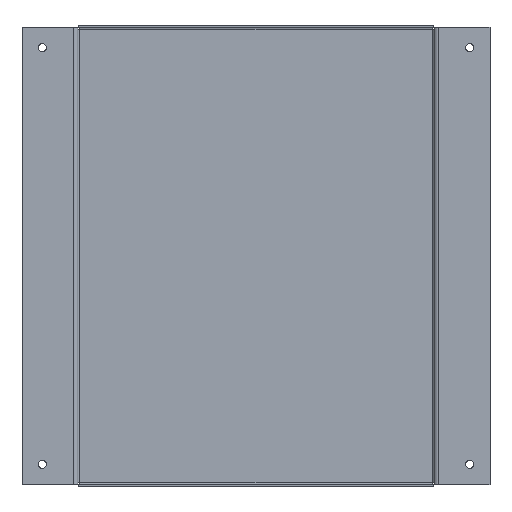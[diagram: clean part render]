
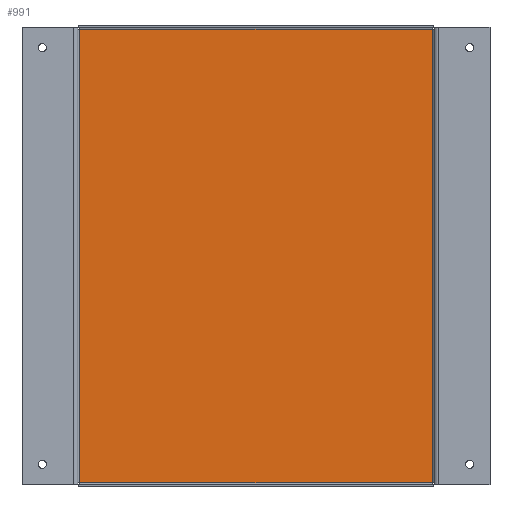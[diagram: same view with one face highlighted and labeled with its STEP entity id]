
A CAD part, front view. The second image highlights one B-rep face of the part: STEP entity #991.
In plain terms, the highlighted planar face has unit normal (0, -1, 0).
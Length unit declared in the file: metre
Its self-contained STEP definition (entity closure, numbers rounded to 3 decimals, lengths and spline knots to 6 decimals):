
#72=ORIENTED_EDGE('',*,*,#352,.F.);
#73=ORIENTED_EDGE('',*,*,#353,.T.);
#74=ORIENTED_EDGE('',*,*,#354,.T.);
#75=ORIENTED_EDGE('',*,*,#355,.F.);
#352=EDGE_CURVE('',#492,#493,#572,.F.);
#353=EDGE_CURVE('',#492,#494,#573,.T.);
#354=EDGE_CURVE('',#494,#495,#574,.T.);
#355=EDGE_CURVE('',#493,#495,#575,.F.);
#492=VERTEX_POINT('',#1485);
#493=VERTEX_POINT('',#1486);
#494=VERTEX_POINT('',#1488);
#495=VERTEX_POINT('',#1490);
#572=LINE('',#1484,#680);
#573=LINE('',#1487,#681);
#574=LINE('',#1489,#682);
#575=LINE('',#1491,#683);
#680=VECTOR('',#1177,1.);
#681=VECTOR('',#1178,1.);
#682=VECTOR('',#1179,1.);
#683=VECTOR('',#1180,1.);
#785=EDGE_LOOP('',(#72,#73,#74,#75));
#863=FACE_BOUND('',#785,.T.);
#941=PLANE('',#1070);
#991=ADVANCED_FACE('',(#863),#941,.T.);
#1070=AXIS2_PLACEMENT_3D('',#1483,#1175,#1176);
#1175=DIRECTION('',(0.,-1.,0.));
#1176=DIRECTION('',(1.,0.,0.));
#1177=DIRECTION('',(0.,0.,-1.));
#1178=DIRECTION('',(1.,0.,0.));
#1179=DIRECTION('',(0.,0.,1.));
#1180=DIRECTION('',(-1.,0.,0.));
#1483=CARTESIAN_POINT('',(0.175,-0.002,0.225));
#1484=CARTESIAN_POINT('',(0.002,-0.002,0.225));
#1485=CARTESIAN_POINT('',(0.002,-0.002,0.002));
#1486=CARTESIAN_POINT('',(0.002,-0.002,0.448));
#1487=CARTESIAN_POINT('',(0.175,-0.002,0.002));
#1488=CARTESIAN_POINT('',(0.348,-0.002,0.002));
#1489=CARTESIAN_POINT('',(0.348,-0.002,0.225));
#1490=CARTESIAN_POINT('',(0.348,-0.002,0.448));
#1491=CARTESIAN_POINT('',(0.175,-0.002,0.448));
